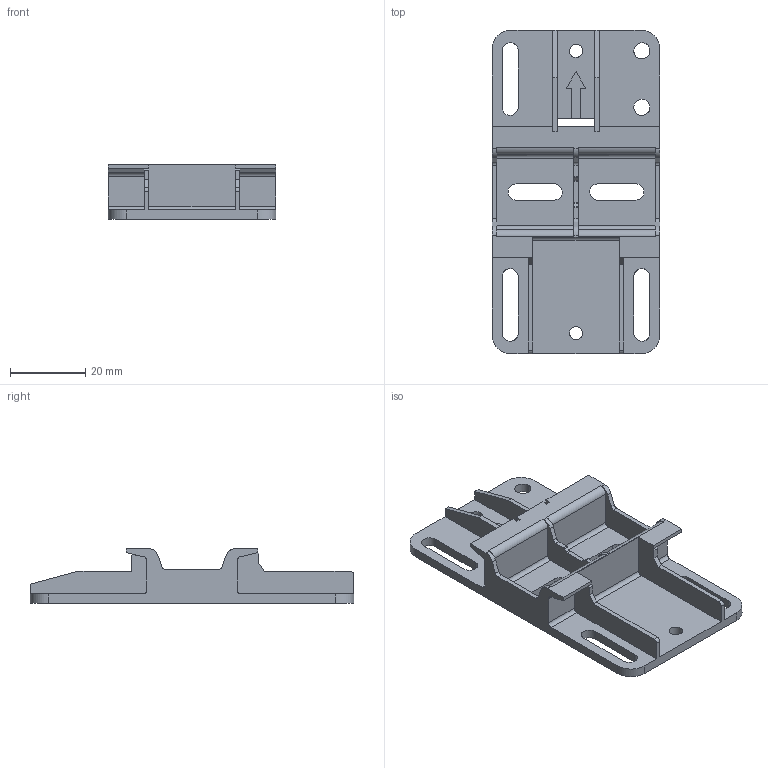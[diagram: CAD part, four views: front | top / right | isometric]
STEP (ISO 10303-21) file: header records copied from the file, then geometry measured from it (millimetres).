
FILE_DESCRIPTION(/* description */ (''),/* implementation_level */ '2;1');
FILE_NAME(/* name */ 'BFX8901.stp',/* time_stamp */ '2019-11-22T08:56:09+01:00',/* author */ (''),/* organization */ (''),/* preprocessor_version */ 'ST-DEVELOPER v16',/* originating_system */ 'SIEMENS PLM Software NX 10.0',/* authorisation */ '');
FILE_SCHEMA (('AP203_CONFIGURATION_CONTROLLED_3D_DESIGN_OF_MECHANICAL_PARTS_AND_ASSEMBLIES_MIM_LF { 1 0 10303 403 2 1 2}'));
Length unit declared in the file: millimetre
Products named in the file (1): Ferr2DCC609Ed0du
Bounding box: 44.6 x 86 x 14.5 mm (x, y, z)
Surface area: 13625.3 mm2 (no closed solid volume)
Topology: 0 solids, 1 shells, 380 faces, 1101 edges, 729 vertices
Faces by surface type: plane 224, cylinder 142, extrusion 14
Full cylindrical faces by diameter (mm): 3.5 x2, 4.3 x2
Entity records: 13145 total; most frequent: CARTESIAN_POINT 3881, ORIENTED_EDGE 2127, DIRECTION 1438, EDGE_CURVE 1093, VERTEX_POINT 724, VECTOR 694, LINE 680, EDGE_LOOP 424
